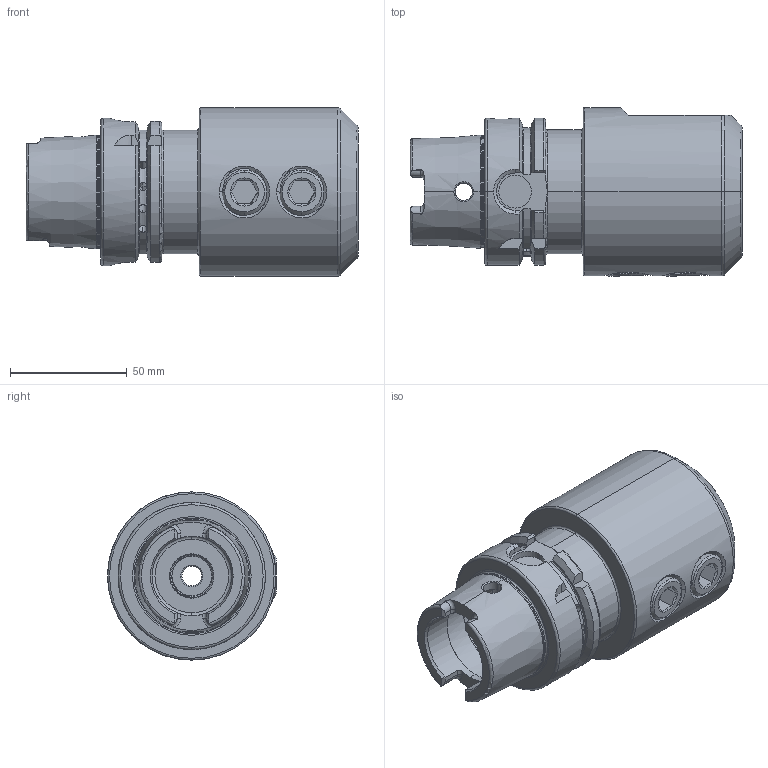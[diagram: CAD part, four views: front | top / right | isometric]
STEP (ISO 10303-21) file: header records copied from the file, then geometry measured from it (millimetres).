
FILE_DESCRIPTION (( 'STEP AP203' ), '1' );
FILE_NAME ('A63.05.32.STEP', '2016-09-05T07:53:56', ( '' ), ( '' ), 'SwSTEP 2.0', 'SolidWorks 2012', '' );
FILE_SCHEMA (( 'CONFIG_CONTROL_DESIGN' ));
Products named in the file (3): 側固32_M20x2_20L; A63.05.32
Assembly tree (3 placements, depth 2):
  A63.05.32
    A63.05.32
    側固32_M20x2_20L  x2
Bounding box: 142 x 72.19 x 72 mm (x, y, z)
Volume: 322772.5 mm3; surface area: 61329.5 mm2
Topology: 3 solids, 3 shells, 394 faces, 1077 edges, 684 vertices
Faces by surface type: cylinder 175, plane 83, cone 51, bspline 45, torus 40
Entity records: 50309 total; most frequent: CARTESIAN_POINT 42133, ORIENTED_EDGE 1922, DIRECTION 1329, EDGE_CURVE 961, VERTEX_POINT 617, AXIS2_PLACEMENT_3D 527, EDGE_LOOP 372, ADVANCED_FACE 355
